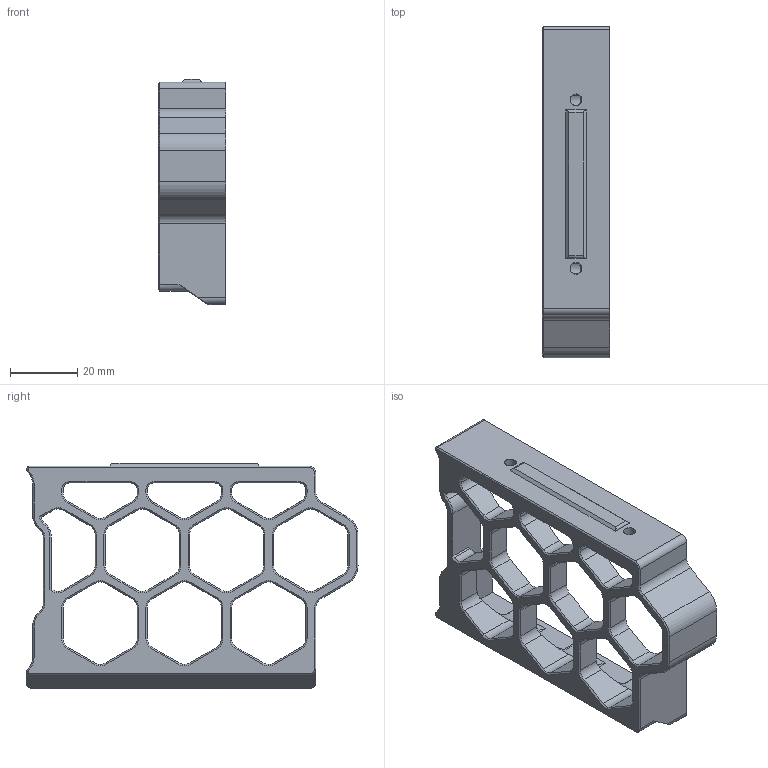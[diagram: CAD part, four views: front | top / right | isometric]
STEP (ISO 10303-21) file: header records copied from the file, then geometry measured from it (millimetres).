
FILE_DESCRIPTION(/* description */ ('STEP AP242','CAx-IF Rec.Pracs.---Representation and Presentation of Product Manufacturing Information (PMI)---4.0---2014-10-13','CAx-IF Rec.Pracs.---3D Tessellated Geometry---0.4---2014-09-14','2;1'),/* implementation_level */ '2;1');
FILE_NAME(/* name */ '641ca3c06982c363fb2478b6',/* time_stamp */ '2023-03-23T19:08:49+00:00',/* author */ (''),/* organization */ (''),/* preprocessor_version */ 'ST-DEVELOPER v18.102',/* originating_system */ ' ',/* authorisation */ ' ');
FILE_SCHEMA (('AP242_MANAGED_MODEL_BASED_3D_ENGINEERING_MIM_LF { 1 0 10303 442 1 1 4 }'));
Length unit declared in the file: metre
Products named in the file (1): Side A
Bounding box: 20 x 98.5 x 66.8 mm (x, y, z)
Volume: 29858.5 mm3; surface area: 19115.1 mm2
Topology: 1 solids, 1 shells, 340 faces, 900 edges, 555 vertices
Faces by surface type: plane 163, cylinder 103, cone 71, torus 2, bspline 1
Full cylindrical faces by diameter (mm): 3.5 x2, 6 x2
Entity records: 10701 total; most frequent: CARTESIAN_POINT 2196, ORIENTED_EDGE 1788, DIRECTION 1780, EDGE_CURVE 894, AXIS2_PLACEMENT_3D 612, LINE 556, VECTOR 556, VERTEX_POINT 553
